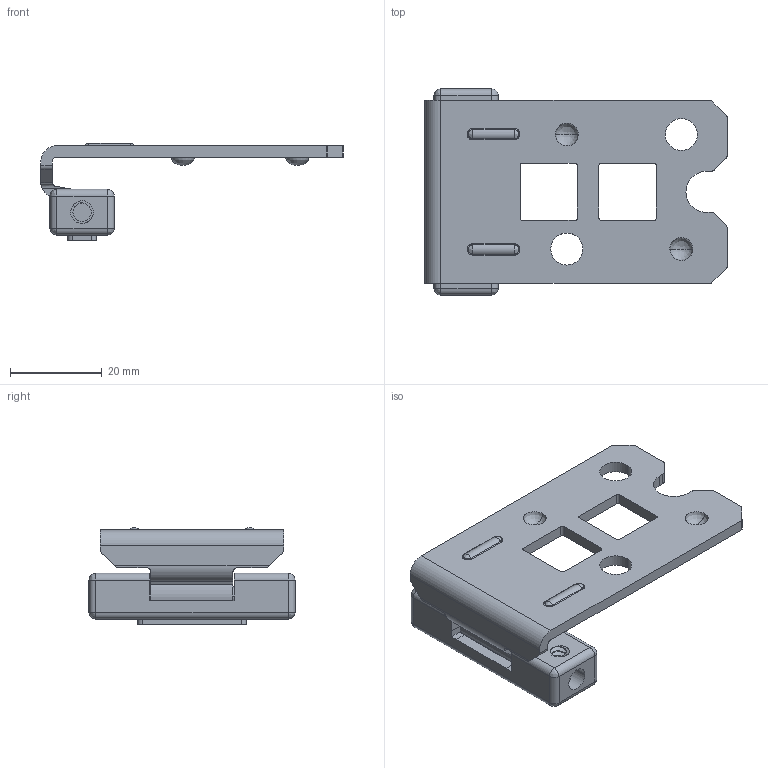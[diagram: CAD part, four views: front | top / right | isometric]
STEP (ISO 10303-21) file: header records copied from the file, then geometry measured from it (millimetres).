
FILE_DESCRIPTION(/* description */ (''),/* implementation_level */ '2;1');
FILE_NAME(/* name */ 'JL013',/* time_stamp */ '2024-10-18T17:06:19+08:00',/* author */ (''),/* organization */ (''),/* preprocessor_version */ 'ST-DEVELOPER v19.2',/* originating_system */ 'Rhino 8.5',/* authorisation */ '');
FILE_SCHEMA (('CONFIG_CONTROL_DESIGN'));
Length unit declared in the file: millimetre
Products named in the file (1): Document
Bounding box: 66 x 45 x 21.2 mm (x, y, z)
Volume: 11156.1 mm3; surface area: 9414.2 mm2
Topology: 2 solids, 2 shells, 231 faces, 590 edges, 374 vertices
Faces by surface type: cylinder 99, plane 68, bspline 64
Entity records: 46907 total; most frequent: CARTESIAN_POINT 42371, ORIENTED_EDGE 1164, EDGE_CURVE 582, DIRECTION 477, VERTEX_POINT 374, AXIS2_PLACEMENT_3D 319, B_SPLINE_CURVE_WITH_KNOTS 288, EDGE_LOOP 270
